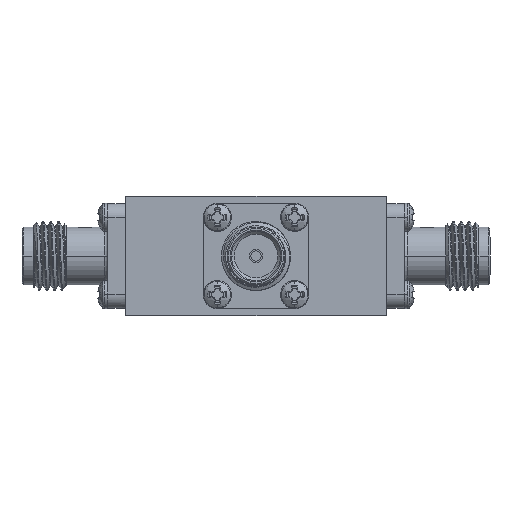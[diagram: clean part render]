
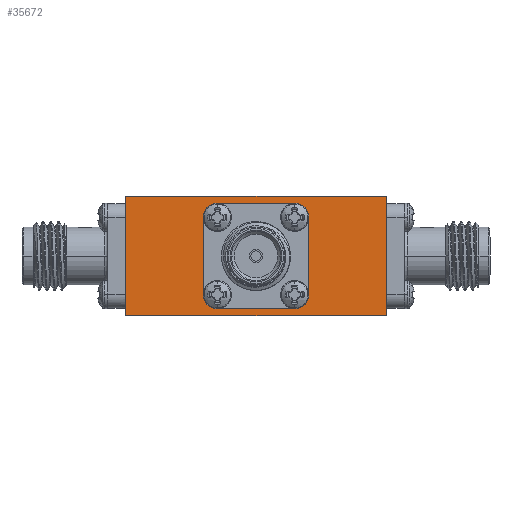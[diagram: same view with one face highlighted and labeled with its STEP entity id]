
A CAD part, left-side view. The second image highlights one B-rep face of the part: STEP entity #35672.
In plain terms, the highlighted planar face has unit normal (-1, 0, 0).
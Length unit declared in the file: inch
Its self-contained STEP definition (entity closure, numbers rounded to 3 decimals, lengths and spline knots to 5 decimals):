
#102 = AXIS2_PLACEMENT_3D ( 'NONE', #7790, #37779, #15504 ) ;
#616 = DIRECTION ( 'NONE',  ( 0., -1., 0. ) ) ;
#707 = CARTESIAN_POINT ( 'NONE',  ( -0.84646, -0.14, 0.19 ) ) ;
#1263 = DIRECTION ( 'NONE',  ( 0., 0., -1. ) ) ;
#1280 = LINE ( 'NONE', #25318, #46936 ) ;
#2685 = CARTESIAN_POINT ( 'NONE',  ( -0.84646, 0.19, -0.14 ) ) ;
#2810 = DIRECTION ( 'NONE',  ( 1., 0., 0. ) ) ;
#3049 = VECTOR ( 'NONE', #54868, 39.37008 ) ;
#3189 = CARTESIAN_POINT ( 'NONE',  ( -0.84646, 0.19, -0.19 ) ) ;
#3474 = ORIENTED_EDGE ( 'NONE', *, *, #32140, .F. ) ;
#4340 = CARTESIAN_POINT ( 'NONE',  ( -0.84646, 0.19, 0.19 ) ) ;
#5715 = ORIENTED_EDGE ( 'NONE', *, *, #25509, .F. ) ;
#6908 = LINE ( 'NONE', #35219, #42232 ) ;
#7258 = VERTEX_POINT ( 'NONE', #32541 ) ;
#7790 = CARTESIAN_POINT ( 'NONE',  ( -0.84646, -0.14, 0.14 ) ) ;
#8033 = DIRECTION ( 'NONE',  ( 0., 1., 0. ) ) ;
#9087 = AXIS2_PLACEMENT_3D ( 'NONE', #39866, #13336, #48892 ) ;
#9292 = CARTESIAN_POINT ( 'NONE',  ( -0.84646, -0.47244, -0.21654 ) ) ;
#9536 = EDGE_CURVE ( 'NONE', #56475, #35945, #30531, .T. ) ;
#9873 = DIRECTION ( 'NONE',  ( 0., 1., 0. ) ) ;
#10378 = LINE ( 'NONE', #50551, #36723 ) ;
#11518 = VERTEX_POINT ( 'NONE', #25820 ) ;
#12026 = VECTOR ( 'NONE', #29371, 39.37008 ) ;
#13336 = DIRECTION ( 'NONE',  ( 1., 0., 0. ) ) ;
#13447 = VECTOR ( 'NONE', #8033, 39.37008 ) ;
#14153 = DIRECTION ( 'NONE',  ( 1., 0., 0. ) ) ;
#15504 = DIRECTION ( 'NONE',  ( 0., 1., 0. ) ) ;
#16612 = VERTEX_POINT ( 'NONE', #27360 ) ;
#16989 = ORIENTED_EDGE ( 'NONE', *, *, #17469, .F. ) ;
#17469 = EDGE_CURVE ( 'NONE', #24069, #38830, #38373, .T. ) ;
#17659 = EDGE_CURVE ( 'NONE', #53437, #35945, #18213, .T. ) ;
#18213 = LINE ( 'NONE', #46250, #12026 ) ;
#19259 = CIRCLE ( 'NONE', #9087, 0.05 ) ;
#22761 = VECTOR ( 'NONE', #24602, 39.37008 ) ;
#23178 = ORIENTED_EDGE ( 'NONE', *, *, #33444, .T. ) ;
#24069 = VERTEX_POINT ( 'NONE', #54330 ) ;
#24602 = DIRECTION ( 'NONE',  ( 0., -1., 0. ) ) ;
#25040 = AXIS2_PLACEMENT_3D ( 'NONE', #52956, #30953, #40847 ) ;
#25318 = CARTESIAN_POINT ( 'NONE',  ( -0.84646, -0.47244, 0.21654 ) ) ;
#25509 = EDGE_CURVE ( 'NONE', #55519, #39525, #48712, .T. ) ;
#25651 = ORIENTED_EDGE ( 'NONE', *, *, #27879, .T. ) ;
#25820 = CARTESIAN_POINT ( 'NONE',  ( -0.84646, 0.47244, 0.21654 ) ) ;
#26328 = ORIENTED_EDGE ( 'NONE', *, *, #52431, .T. ) ;
#27360 = CARTESIAN_POINT ( 'NONE',  ( -0.84646, -0.14, -0.19 ) ) ;
#27685 = CARTESIAN_POINT ( 'NONE',  ( -0.84646, 0.47244, 0.21654 ) ) ;
#27877 = CARTESIAN_POINT ( 'NONE',  ( -0.84646, -0.19, -0.14 ) ) ;
#27879 = EDGE_CURVE ( 'NONE', #11518, #52488, #34112, .T. ) ;
#28484 = CARTESIAN_POINT ( 'NONE',  ( -0.84646, 0.14, 0.19 ) ) ;
#29371 = DIRECTION ( 'NONE',  ( 0., 0., -1. ) ) ;
#30531 = CIRCLE ( 'NONE', #51456, 0.05 ) ;
#30953 = DIRECTION ( 'NONE',  ( 1., 0., 0. ) ) ;
#30986 = EDGE_CURVE ( 'NONE', #56475, #16612, #34601, .T. ) ;
#31926 = CARTESIAN_POINT ( 'NONE',  ( -0.84646, 0.14, 0.14 ) ) ;
#32123 = CARTESIAN_POINT ( 'NONE',  ( -0.84646, -0.47244, 0.21654 ) ) ;
#32140 = EDGE_CURVE ( 'NONE', #40892, #7258, #6908, .T. ) ;
#32541 = CARTESIAN_POINT ( 'NONE',  ( -0.84646, -0.19, 0.14 ) ) ;
#33412 = ORIENTED_EDGE ( 'NONE', *, *, #9536, .T. ) ;
#33444 = EDGE_CURVE ( 'NONE', #40892, #16612, #19259, .T. ) ;
#34112 = LINE ( 'NONE', #27685, #41724 ) ;
#34308 = EDGE_CURVE ( 'NONE', #11518, #24069, #1280, .T. ) ;
#34601 = LINE ( 'NONE', #3189, #22761 ) ;
#34732 = ORIENTED_EDGE ( 'NONE', *, *, #34308, .F. ) ;
#35219 = CARTESIAN_POINT ( 'NONE',  ( -0.84646, -0.19, -0.19 ) ) ;
#35672 = ADVANCED_FACE ( 'NONE', ( #52979, #39221 ), #44164, .F. ) ;
#35945 = VERTEX_POINT ( 'NONE', #2685 ) ;
#36723 = VECTOR ( 'NONE', #41184, 39.37008 ) ;
#37779 = DIRECTION ( 'NONE',  ( 1., 0., 0. ) ) ;
#38029 = ORIENTED_EDGE ( 'NONE', *, *, #56992, .T. ) ;
#38373 = LINE ( 'NONE', #32123, #3049 ) ;
#38675 = ORIENTED_EDGE ( 'NONE', *, *, #17659, .F. ) ;
#38776 = CARTESIAN_POINT ( 'NONE',  ( -0.84646, 0.47244, -0.21654 ) ) ;
#38830 = VERTEX_POINT ( 'NONE', #9292 ) ;
#38932 = ORIENTED_EDGE ( 'NONE', *, *, #41341, .T. ) ;
#39221 = FACE_OUTER_BOUND ( 'NONE', #53423, .T. ) ;
#39525 = VERTEX_POINT ( 'NONE', #28484 ) ;
#39866 = CARTESIAN_POINT ( 'NONE',  ( -0.84646, -0.14, -0.14 ) ) ;
#40235 = DIRECTION ( 'NONE',  ( 0., 0., 1. ) ) ;
#40847 = DIRECTION ( 'NONE',  ( 0., 0., -1. ) ) ;
#40892 = VERTEX_POINT ( 'NONE', #27877 ) ;
#41184 = DIRECTION ( 'NONE',  ( 0., -1., 0. ) ) ;
#41341 = EDGE_CURVE ( 'NONE', #53437, #39525, #47819, .T. ) ;
#41724 = VECTOR ( 'NONE', #1263, 39.37008 ) ;
#42232 = VECTOR ( 'NONE', #40235, 39.37008 ) ;
#42300 = DIRECTION ( 'NONE',  ( 0., 1., 0. ) ) ;
#42511 = CIRCLE ( 'NONE', #102, 0.05 ) ;
#44164 = PLANE ( 'NONE',  #25040 ) ;
#46250 = CARTESIAN_POINT ( 'NONE',  ( -0.84646, 0.19, -0.19 ) ) ;
#46936 = VECTOR ( 'NONE', #616, 39.37008 ) ;
#47706 = CARTESIAN_POINT ( 'NONE',  ( -0.84646, 0.19, 0.14 ) ) ;
#47819 = CIRCLE ( 'NONE', #57167, 0.05 ) ;
#48712 = LINE ( 'NONE', #4340, #13447 ) ;
#48892 = DIRECTION ( 'NONE',  ( 0., 1., 0. ) ) ;
#50430 = ORIENTED_EDGE ( 'NONE', *, *, #30986, .F. ) ;
#50551 = CARTESIAN_POINT ( 'NONE',  ( -0.84646, -0.47244, -0.21654 ) ) ;
#51456 = AXIS2_PLACEMENT_3D ( 'NONE', #55169, #2810, #42300 ) ;
#52431 = EDGE_CURVE ( 'NONE', #55519, #7258, #42511, .T. ) ;
#52488 = VERTEX_POINT ( 'NONE', #38776 ) ;
#52956 = CARTESIAN_POINT ( 'NONE',  ( -0.84646, -0.47244, 0.21654 ) ) ;
#52979 = FACE_BOUND ( 'NONE', #54668, .T. ) ;
#53056 = CARTESIAN_POINT ( 'NONE',  ( -0.84646, 0.14, -0.19 ) ) ;
#53423 = EDGE_LOOP ( 'NONE', ( #38029, #16989, #34732, #25651 ) ) ;
#53437 = VERTEX_POINT ( 'NONE', #47706 ) ;
#54330 = CARTESIAN_POINT ( 'NONE',  ( -0.84646, -0.47244, 0.21654 ) ) ;
#54668 = EDGE_LOOP ( 'NONE', ( #38675, #38932, #5715, #26328, #3474, #23178, #50430, #33412 ) ) ;
#54868 = DIRECTION ( 'NONE',  ( 0., 0., -1. ) ) ;
#55169 = CARTESIAN_POINT ( 'NONE',  ( -0.84646, 0.14, -0.14 ) ) ;
#55519 = VERTEX_POINT ( 'NONE', #707 ) ;
#56475 = VERTEX_POINT ( 'NONE', #53056 ) ;
#56992 = EDGE_CURVE ( 'NONE', #52488, #38830, #10378, .T. ) ;
#57167 = AXIS2_PLACEMENT_3D ( 'NONE', #31926, #14153, #9873 ) ;
